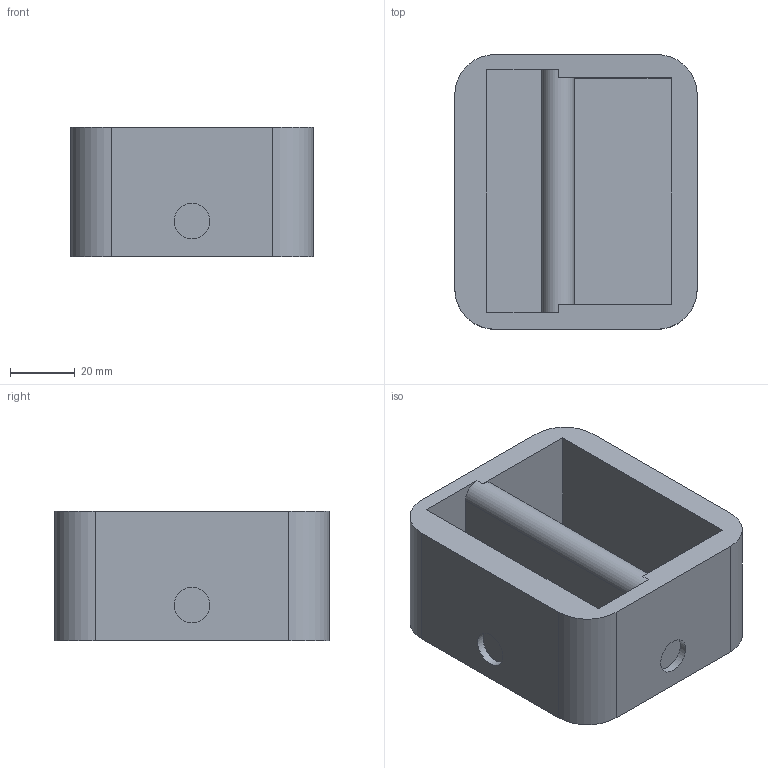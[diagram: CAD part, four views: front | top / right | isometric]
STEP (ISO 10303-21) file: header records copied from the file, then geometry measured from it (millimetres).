
FILE_DESCRIPTION(/* description */ (''),/* implementation_level */ '2;1');
FILE_NAME(/* name */ 'powerbank.step',/* time_stamp */ '2025-12-29T15:45:14+05:30',/* author */ (''),/* organization */ (''),/* preprocessor_version */ 'ST-DEVELOPER v20.1',/* originating_system */ 'Autodesk Translation Framework v14.21.0.0',/* authorisation */ '');
FILE_SCHEMA (('AUTOMOTIVE_DESIGN { 1 0 10303 214 3 1 1 }'));
Length unit declared in the file: millimetre
Products named in the file (1): FusionComponent
Bounding box: 75 x 85 x 40 mm (x, y, z)
Volume: 130047.8 mm3; surface area: 37822.4 mm2
Topology: 1 solids, 1 shells, 27 faces, 63 edges, 42 vertices
Faces by surface type: plane 19, cylinder 8
Full cylindrical faces by diameter (mm): 11 x3
Entity records: 808 total; most frequent: DIRECTION 137, CARTESIAN_POINT 133, ORIENTED_EDGE 126, EDGE_CURVE 63, AXIS2_PLACEMENT_3D 46, LINE 45, VECTOR 45, VERTEX_POINT 42
